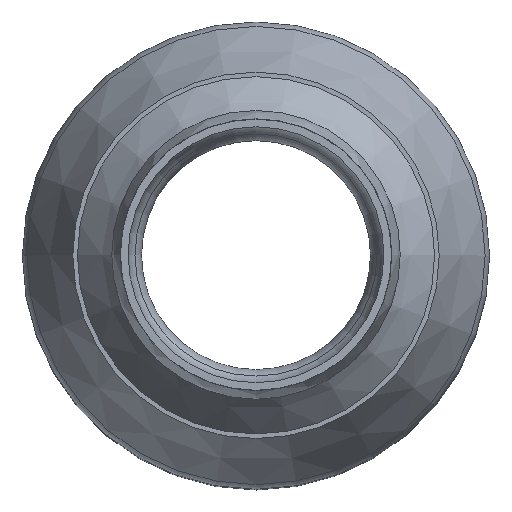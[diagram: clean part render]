
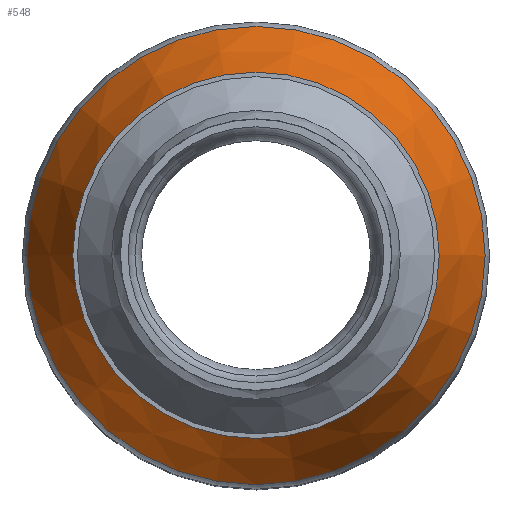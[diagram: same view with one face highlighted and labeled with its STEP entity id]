
A CAD part, top view. The second image highlights one B-rep face of the part: STEP entity #548.
In plain terms, the highlighted conical face has half-angle 23.241 degrees and reference radius 450.131 mm.
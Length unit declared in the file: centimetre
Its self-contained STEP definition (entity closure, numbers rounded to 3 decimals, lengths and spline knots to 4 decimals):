
#79=FACE_OUTER_BOUND('',#116,.T.);
#116=EDGE_LOOP('',(#503,#504,#505,#506,#507));
#131=LINE('',#1124,#146);
#146=VECTOR('',#853,45.0131);
#200=CIRCLE('',#625,50.0263);
#201=CIRCLE('',#626,50.0263);
#212=CIRCLE('',#645,40.);
#253=VERTEX_POINT('',#1084);
#254=VERTEX_POINT('',#1086);
#264=VERTEX_POINT('',#1121);
#327=EDGE_CURVE('',#253,#254,#200,.T.);
#328=EDGE_CURVE('',#254,#253,#201,.T.);
#344=EDGE_CURVE('',#264,#264,#212,.T.);
#345=EDGE_CURVE('',#254,#264,#131,.T.);
#503=ORIENTED_EDGE('',*,*,#328,.F.);
#504=ORIENTED_EDGE('',*,*,#345,.T.);
#505=ORIENTED_EDGE('',*,*,#344,.T.);
#506=ORIENTED_EDGE('',*,*,#345,.F.);
#507=ORIENTED_EDGE('',*,*,#327,.F.);
#515=CONICAL_SURFACE('',#646,45.0131,0.406);
#548=ADVANCED_FACE('',(#79),#515,.T.);
#625=AXIS2_PLACEMENT_3D('',#1087,#804,#805);
#626=AXIS2_PLACEMENT_3D('',#1088,#806,#807);
#645=AXIS2_PLACEMENT_3D('',#1122,#849,#850);
#646=AXIS2_PLACEMENT_3D('',#1123,#851,#852);
#804=DIRECTION('center_axis',(0.,0.,-1.));
#805=DIRECTION('ref_axis',(1.,0.,0.));
#806=DIRECTION('center_axis',(0.,0.,-1.));
#807=DIRECTION('ref_axis',(1.,0.,0.));
#849=DIRECTION('center_axis',(0.,0.,-1.));
#850=DIRECTION('ref_axis',(1.,0.,0.));
#851=DIRECTION('center_axis',(0.,0.,-1.));
#852=DIRECTION('ref_axis',(1.,0.,0.));
#853=DIRECTION('',(0.395,0.,0.919));
#1084=CARTESIAN_POINT('',(864.5418,328.3539,4.7351));
#1086=CARTESIAN_POINT('',(814.5155,378.3801,4.7351));
#1087=CARTESIAN_POINT('Origin',(864.5418,378.3801,4.7351));
#1088=CARTESIAN_POINT('Origin',(864.5418,378.3801,4.7351));
#1121=CARTESIAN_POINT('',(824.5418,378.3801,28.0823));
#1122=CARTESIAN_POINT('Origin',(864.5418,378.3801,28.0823));
#1123=CARTESIAN_POINT('Origin',(864.5418,378.3801,16.4087));
#1124=CARTESIAN_POINT('',(819.5286,378.3801,16.4087));
